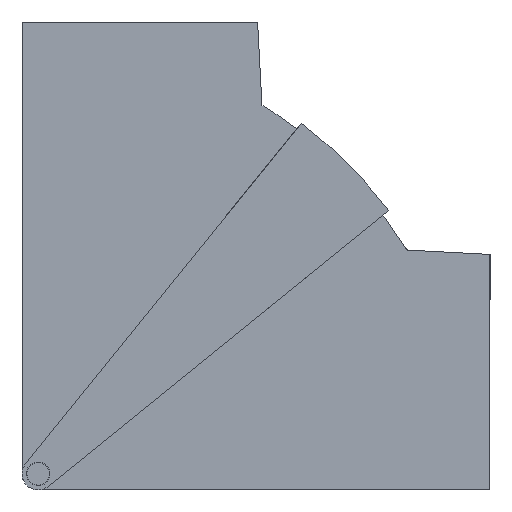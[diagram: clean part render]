
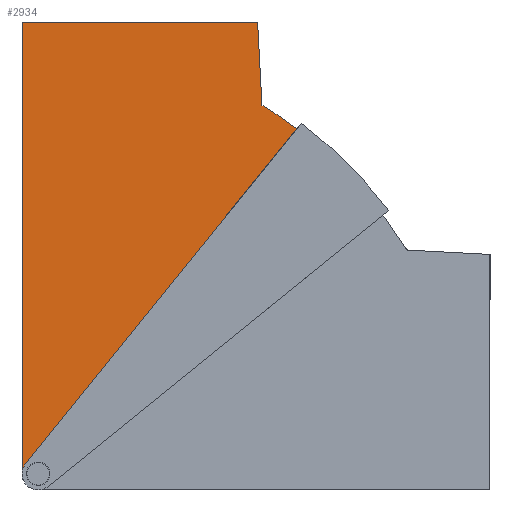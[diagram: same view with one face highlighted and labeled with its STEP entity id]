
A CAD part, front view. The second image highlights one B-rep face of the part: STEP entity #2934.
In plain terms, the highlighted face is planar.
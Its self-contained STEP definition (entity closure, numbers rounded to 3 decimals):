
#113 = LINE ( 'NONE', #393, #549 ) ;
#199 = VECTOR ( 'NONE', #282, 1000. ) ;
#208 = AXIS2_PLACEMENT_3D ( 'NONE', #1146, #2794, #2583 ) ;
#225 = VERTEX_POINT ( 'NONE', #2626 ) ;
#282 = DIRECTION ( 'NONE',  ( 0., 0., 1. ) ) ;
#374 = VERTEX_POINT ( 'NONE', #2477 ) ;
#393 = CARTESIAN_POINT ( 'NONE',  ( 71., 107.5, 0. ) ) ;
#466 = EDGE_CURVE ( 'NONE', #733, #1278, #3004, .T. ) ;
#549 = VECTOR ( 'NONE', #713, 1000. ) ;
#713 = DIRECTION ( 'NONE',  ( -1., 0., 0. ) ) ;
#723 = EDGE_CURVE ( 'NONE', #374, #2638, #1731, .T. ) ;
#733 = VERTEX_POINT ( 'NONE', #3262 ) ;
#738 = AXIS2_PLACEMENT_3D ( 'NONE', #1074, #2906, #3099 ) ;
#750 = CARTESIAN_POINT ( 'NONE',  ( 69.886, 107.5, -136.853 ) ) ;
#765 = CIRCLE ( 'NONE', #738, 5. ) ;
#841 = ORIENTED_EDGE ( 'NONE', *, *, #1946, .F. ) ;
#861 = VECTOR ( 'NONE', #2377, 1000. ) ;
#1053 = DIRECTION ( 'NONE',  ( 0., 1., 0. ) ) ;
#1074 = CARTESIAN_POINT ( 'NONE',  ( 66., 107.5, -140. ) ) ;
#1108 = PLANE ( 'NONE',  #1485 ) ;
#1146 = CARTESIAN_POINT ( 'NONE',  ( 66., 107.5, -140. ) ) ;
#1278 = VERTEX_POINT ( 'NONE', #1746 ) ;
#1316 = EDGE_CURVE ( 'NONE', #2638, #2008, #765, .T. ) ;
#1360 = ORIENTED_EDGE ( 'NONE', *, *, #723, .F. ) ;
#1472 = ORIENTED_EDGE ( 'NONE', *, *, #3325, .F. ) ;
#1485 = AXIS2_PLACEMENT_3D ( 'NONE', #2446, #1053, #2401 ) ;
#1526 = EDGE_LOOP ( 'NONE', ( #2860, #1360, #841, #2304, #1609, #1472 ) ) ;
#1560 = DIRECTION ( 'NONE',  ( 0.629, 0., -0.777 ) ) ;
#1609 = ORIENTED_EDGE ( 'NONE', *, *, #2093, .F. ) ;
#1706 = CARTESIAN_POINT ( 'NONE',  ( -15.539, 107.5, -31.362 ) ) ;
#1731 = LINE ( 'NONE', #1706, #1878 ) ;
#1746 = CARTESIAN_POINT ( 'NONE',  ( -2., 107.5, 0. ) ) ;
#1825 = FACE_OUTER_BOUND ( 'NONE', #1526, .T. ) ;
#1878 = VECTOR ( 'NONE', #1560, 1000. ) ;
#1946 = EDGE_CURVE ( 'NONE', #733, #374, #1994, .T. ) ;
#1994 = CIRCLE ( 'NONE', #208, 133.634 ) ;
#2008 = VERTEX_POINT ( 'NONE', #2097 ) ;
#2093 = EDGE_CURVE ( 'NONE', #225, #1278, #113, .T. ) ;
#2097 = CARTESIAN_POINT ( 'NONE',  ( 71., 107.5, -140. ) ) ;
#2248 = CARTESIAN_POINT ( 'NONE',  ( -9.378, 107.5, -140.788 ) ) ;
#2304 = ORIENTED_EDGE ( 'NONE', *, *, #466, .T. ) ;
#2377 = DIRECTION ( 'NONE',  ( 0.052, 0., 0.999 ) ) ;
#2401 = DIRECTION ( 'NONE',  ( 0., 0., 1. ) ) ;
#2446 = CARTESIAN_POINT ( 'NONE',  ( 71., 107.5, -145. ) ) ;
#2477 = CARTESIAN_POINT ( 'NONE',  ( -14.154, 107.5, -33.073 ) ) ;
#2583 = DIRECTION ( 'NONE',  ( 0., 0., -1. ) ) ;
#2602 = LINE ( 'NONE', #3468, #199 ) ;
#2626 = CARTESIAN_POINT ( 'NONE',  ( 71., 107.5, 0. ) ) ;
#2638 = VERTEX_POINT ( 'NONE', #750 ) ;
#2794 = DIRECTION ( 'NONE',  ( 0., -1., 0. ) ) ;
#2860 = ORIENTED_EDGE ( 'NONE', *, *, #1316, .F. ) ;
#2906 = DIRECTION ( 'NONE',  ( 0., 1., 0. ) ) ;
#2934 = ADVANCED_FACE ( 'NONE', ( #1825 ), #1108, .T. ) ;
#3004 = LINE ( 'NONE', #2248, #861 ) ;
#3099 = DIRECTION ( 'NONE',  ( -1., 0., 0. ) ) ;
#3262 = CARTESIAN_POINT ( 'NONE',  ( -3.351, 107.5, -25.77 ) ) ;
#3325 = EDGE_CURVE ( 'NONE', #2008, #225, #2602, .T. ) ;
#3468 = CARTESIAN_POINT ( 'NONE',  ( 71., 107.5, -145. ) ) ;
